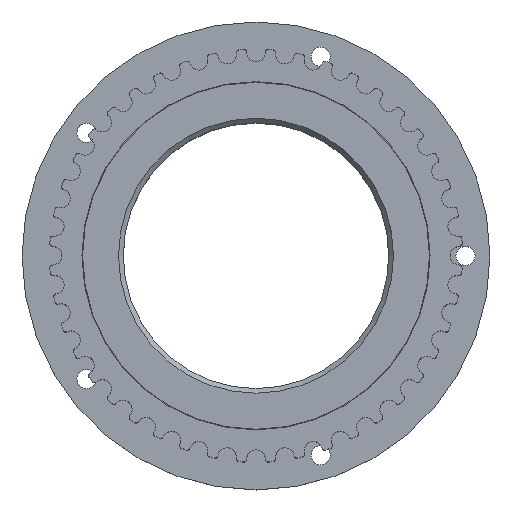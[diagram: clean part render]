
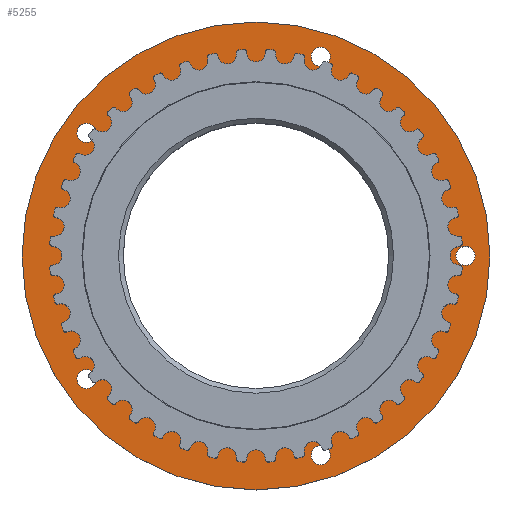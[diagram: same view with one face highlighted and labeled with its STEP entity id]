
A CAD part, top view. The second image highlights one B-rep face of the part: STEP entity #5255.
In plain terms, the highlighted planar face has unit normal (0, 0, 1).
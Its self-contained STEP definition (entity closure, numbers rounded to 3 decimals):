
#22=FACE_BOUND('',#610,.T.);
#23=FACE_BOUND('',#611,.T.);
#24=FACE_BOUND('',#612,.T.);
#25=FACE_BOUND('',#613,.T.);
#26=FACE_BOUND('',#614,.T.);
#27=FACE_BOUND('',#615,.T.);
#33=PLANE('',#5580);
#319=FACE_OUTER_BOUND('',#609,.T.);
#609=EDGE_LOOP('',(#3614));
#610=EDGE_LOOP('',(#3615));
#611=EDGE_LOOP('',(#3616));
#612=EDGE_LOOP('',(#3617));
#613=EDGE_LOOP('',(#3618));
#614=EDGE_LOOP('',(#3619));
#615=EDGE_LOOP('',(#3620,#3621));
#1816=CIRCLE('',#5574,39.65);
#1817=CIRCLE('',#5576,31.353);
#1820=CIRCLE('',#5579,31.353);
#1821=CIRCLE('',#5581,1.621);
#1822=CIRCLE('',#5582,1.621);
#1823=CIRCLE('',#5583,1.621);
#1824=CIRCLE('',#5584,1.621);
#1825=CIRCLE('',#5585,1.621);
#2198=VERTEX_POINT('',#8046);
#2199=VERTEX_POINT('',#8050);
#2200=VERTEX_POINT('',#8051);
#2203=VERTEX_POINT('',#8060);
#2204=VERTEX_POINT('',#8062);
#2205=VERTEX_POINT('',#8064);
#2206=VERTEX_POINT('',#8066);
#2207=VERTEX_POINT('',#8068);
#2761=EDGE_CURVE('',#2198,#2198,#1816,.T.);
#2762=EDGE_CURVE('',#2199,#2200,#1817,.T.);
#2766=EDGE_CURVE('',#2200,#2199,#1820,.T.);
#2767=EDGE_CURVE('',#2203,#2203,#1821,.T.);
#2768=EDGE_CURVE('',#2204,#2204,#1822,.T.);
#2769=EDGE_CURVE('',#2205,#2205,#1823,.T.);
#2770=EDGE_CURVE('',#2206,#2206,#1824,.T.);
#2771=EDGE_CURVE('',#2207,#2207,#1825,.T.);
#3614=ORIENTED_EDGE('',*,*,#2761,.F.);
#3615=ORIENTED_EDGE('',*,*,#2767,.F.);
#3616=ORIENTED_EDGE('',*,*,#2768,.F.);
#3617=ORIENTED_EDGE('',*,*,#2769,.F.);
#3618=ORIENTED_EDGE('',*,*,#2770,.F.);
#3619=ORIENTED_EDGE('',*,*,#2771,.F.);
#3620=ORIENTED_EDGE('',*,*,#2762,.F.);
#3621=ORIENTED_EDGE('',*,*,#2766,.F.);
#5255=ADVANCED_FACE('',(#319,#22,#23,#24,#25,#26,#27),#33,.F.);
#5574=AXIS2_PLACEMENT_3D('',#8048,#6270,#6271);
#5576=AXIS2_PLACEMENT_3D('',#8052,#6274,#6275);
#5579=AXIS2_PLACEMENT_3D('',#8058,#6281,#6282);
#5580=AXIS2_PLACEMENT_3D('',#8059,#6283,#6284);
#5581=AXIS2_PLACEMENT_3D('',#8061,#6285,#6286);
#5582=AXIS2_PLACEMENT_3D('',#8063,#6287,#6288);
#5583=AXIS2_PLACEMENT_3D('',#8065,#6289,#6290);
#5584=AXIS2_PLACEMENT_3D('',#8067,#6291,#6292);
#5585=AXIS2_PLACEMENT_3D('',#8069,#6293,#6294);
#6270=DIRECTION('center_axis',(0.,0.,-1.));
#6271=DIRECTION('ref_axis',(1.,0.,0.));
#6274=DIRECTION('center_axis',(0.,0.,1.));
#6275=DIRECTION('ref_axis',(1.,0.,0.));
#6281=DIRECTION('center_axis',(0.,0.,1.));
#6282=DIRECTION('ref_axis',(1.,0.,0.));
#6283=DIRECTION('center_axis',(0.,0.,-1.));
#6284=DIRECTION('ref_axis',(-1.,0.,0.));
#6285=DIRECTION('center_axis',(0.,0.,1.));
#6286=DIRECTION('ref_axis',(-0.309,0.951,0.));
#6287=DIRECTION('center_axis',(0.,0.,1.));
#6288=DIRECTION('ref_axis',(0.809,0.588,0.));
#6289=DIRECTION('center_axis',(0.,0.,1.));
#6290=DIRECTION('ref_axis',(0.809,-0.588,0.));
#6291=DIRECTION('center_axis',(0.,0.,1.));
#6292=DIRECTION('ref_axis',(-0.309,-0.951,0.));
#6293=DIRECTION('center_axis',(0.,0.,1.));
#6294=DIRECTION('ref_axis',(-1.,0.,0.));
#8046=CARTESIAN_POINT('',(-39.65,0.,-3.));
#8048=CARTESIAN_POINT('Origin',(0.,0.,-3.));
#8050=CARTESIAN_POINT('',(0.,-31.353,-3.));
#8051=CARTESIAN_POINT('',(0.,31.353,-3.));
#8052=CARTESIAN_POINT('Origin',(0.,0.,-3.));
#8058=CARTESIAN_POINT('Origin',(0.,0.,-3.));
#8059=CARTESIAN_POINT('Origin',(0.,-51.813,-3.));
#8060=CARTESIAN_POINT('',(11.471,-35.304,-3.));
#8061=CARTESIAN_POINT('Origin',(10.97,-33.763,-3.));
#8062=CARTESIAN_POINT('',(-30.032,-21.819,-3.));
#8063=CARTESIAN_POINT('Origin',(-28.72,-20.866,-3.));
#8064=CARTESIAN_POINT('',(-30.032,21.819,-3.));
#8065=CARTESIAN_POINT('Origin',(-28.72,20.866,-3.));
#8066=CARTESIAN_POINT('',(11.471,35.304,-3.));
#8067=CARTESIAN_POINT('Origin',(10.97,33.763,-3.));
#8068=CARTESIAN_POINT('',(37.121,0.,-3.));
#8069=CARTESIAN_POINT('Origin',(35.5,0.,-3.));
